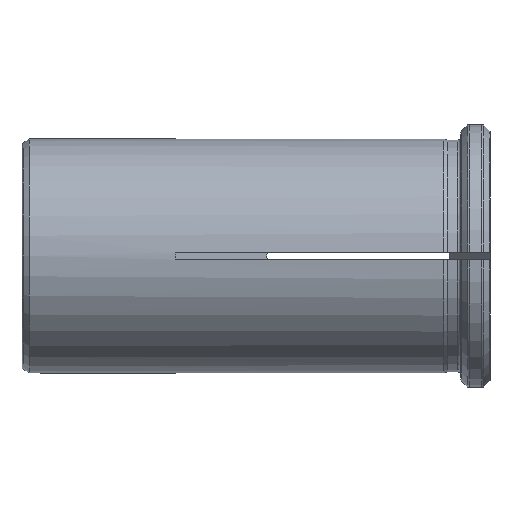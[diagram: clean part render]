
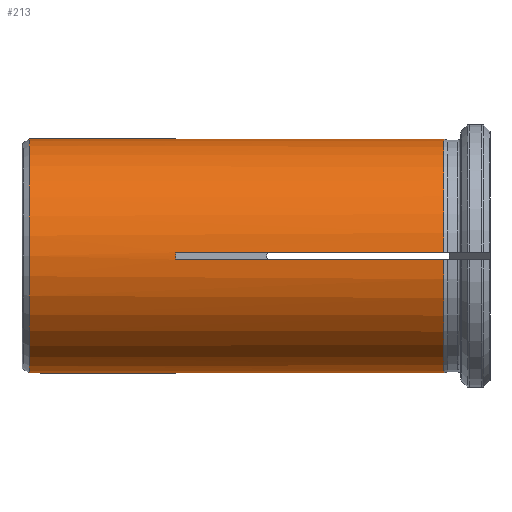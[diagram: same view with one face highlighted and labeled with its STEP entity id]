
A CAD part, front view. The second image highlights one B-rep face of the part: STEP entity #213.
In plain terms, the highlighted cylindrical face has radius 16 mm (diameter 32 mm), a full revolution.
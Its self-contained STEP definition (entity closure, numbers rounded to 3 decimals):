
#213=ADVANCED_FACE( '', ( #446, #447 ), #448, .T. );
#446=FACE_OUTER_BOUND( '', #689, .T. );
#447=FACE_OUTER_BOUND( '', #690, .T. );
#448=CYLINDRICAL_SURFACE( '', #691, 16. );
#689=EDGE_LOOP( '', ( #1288 ) );
#690=EDGE_LOOP( '', ( #1289, #1290, #1291, #1292, #1293, #1294, #1295, #1296, #1297, #1298, #1299, #1300, #1301, #1302, #1303, #1304 ) );
#691=AXIS2_PLACEMENT_3D( '', #1305, #1306, #1307 );
#1288=ORIENTED_EDGE( '', *, *, #1506, .F. );
#1289=ORIENTED_EDGE( '', *, *, #1495, .F. );
#1290=ORIENTED_EDGE( '', *, *, #1671, .T. );
#1291=ORIENTED_EDGE( '', *, *, #1533, .T. );
#1292=ORIENTED_EDGE( '', *, *, #1570, .F. );
#1293=ORIENTED_EDGE( '', *, *, #1674, .F. );
#1294=ORIENTED_EDGE( '', *, *, #1666, .T. );
#1295=ORIENTED_EDGE( '', *, *, #1691, .T. );
#1296=ORIENTED_EDGE( '', *, *, #1527, .F. );
#1297=ORIENTED_EDGE( '', *, *, #1597, .F. );
#1298=ORIENTED_EDGE( '', *, *, #1584, .T. );
#1299=ORIENTED_EDGE( '', *, *, #1491, .T. );
#1300=ORIENTED_EDGE( '', *, *, #1663, .F. );
#1301=ORIENTED_EDGE( '', *, *, #1692, .F. );
#1302=ORIENTED_EDGE( '', *, *, #1693, .T. );
#1303=ORIENTED_EDGE( '', *, *, #1498, .T. );
#1304=ORIENTED_EDGE( '', *, *, #1480, .F. );
#1305=CARTESIAN_POINT( '', ( -60., 0., 0. ) );
#1306=DIRECTION( '', ( 1., 0., 0. ) );
#1307=DIRECTION( '', ( 0., 0., 1. ) );
#1480=EDGE_CURVE( '', #1787, #1789, #1790, .T. );
#1491=EDGE_CURVE( '', #1809, #1807, #1810, .F. );
#1495=EDGE_CURVE( '', #1813, #1787, #1815, .F. );
#1498=EDGE_CURVE( '', #1819, #1789, #1820, .F. );
#1506=EDGE_CURVE( '', #1831, #1831, #1832, .F. );
#1527=EDGE_CURVE( '', #1866, #1868, #1869, .T. );
#1533=EDGE_CURVE( '', #1879, #1877, #1880, .F. );
#1570=EDGE_CURVE( '', #1933, #1877, #1935, .T. );
#1584=EDGE_CURVE( '', #1956, #1809, #1957, .T. );
#1597=EDGE_CURVE( '', #1956, #1866, #1976, .F. );
#1663=EDGE_CURVE( '', #2069, #1807, #2071, .T. );
#1666=EDGE_CURVE( '', #2075, #2073, #2076, .T. );
#1671=EDGE_CURVE( '', #1813, #1879, #2081, .T. );
#1674=EDGE_CURVE( '', #2075, #1933, #2084, .F. );
#1691=EDGE_CURVE( '', #2073, #1868, #2105, .F. );
#1692=EDGE_CURVE( '', #2106, #2069, #2107, .F. );
#1693=EDGE_CURVE( '', #2106, #1819, #2108, .T. );
#1787=VERTEX_POINT( '', #2270 );
#1789=VERTEX_POINT( '', #2275 );
#1790=LINE( '', #2276, #2277 );
#1807=VERTEX_POINT( '', #2302 );
#1809=VERTEX_POINT( '', #2305 );
#1810=ELLIPSE( '', #2306, 22.627, 16. );
#1813=VERTEX_POINT( '', #2310 );
#1815=CIRCLE( '', #2315, 16. );
#1819=VERTEX_POINT( '', #2319 );
#1820=ELLIPSE( '', #2320, 22.627, 16. );
#1831=VERTEX_POINT( '', #2333 );
#1832=CIRCLE( '', #2334, 16. );
#1866=VERTEX_POINT( '', #2407 );
#1868=VERTEX_POINT( '', #2412 );
#1869=LINE( '', #2413, #2414 );
#1877=VERTEX_POINT( '', #2424 );
#1879=VERTEX_POINT( '', #2427 );
#1880=ELLIPSE( '', #2428, 22.627, 16. );
#1933=VERTEX_POINT( '', #2533 );
#1935=LINE( '', #2538, #2539 );
#1956=VERTEX_POINT( '', #2577 );
#1957=LINE( '', #2578, #2579 );
#1976=CIRCLE( '', #2624, 16. );
#2069=VERTEX_POINT( '', #2782 );
#2071=LINE( '', #2787, #2788 );
#2073=VERTEX_POINT( '', #2790 );
#2075=VERTEX_POINT( '', #2793 );
#2076=LINE( '', #2794, #2795 );
#2081=LINE( '', #2807, #2808 );
#2084=CIRCLE( '', #2812, 16. );
#2105=ELLIPSE( '', #2842, 22.627, 16. );
#2106=VERTEX_POINT( '', #2843 );
#2107=CIRCLE( '', #2844, 16. );
#2108=LINE( '', #2845, #2846 );
#2270=CARTESIAN_POINT( '', ( -2.313, -0.5, -15.992 ) );
#2275=CARTESIAN_POINT( '', ( -38.992, -0.5, -15.992 ) );
#2276=CARTESIAN_POINT( '', ( -60., -0.5, -15.992 ) );
#2277=VECTOR( '', #2927, 1000. );
#2302=CARTESIAN_POINT( '', ( -38.992, 15.992, -0.5 ) );
#2305=CARTESIAN_POINT( '', ( -38.992, 15.992, 0.5 ) );
#2306=AXIS2_PLACEMENT_3D( '', #2940, #2941, #2942 );
#2310=CARTESIAN_POINT( '', ( -2.313, -15.992, -0.5 ) );
#2315=AXIS2_PLACEMENT_3D( '', #2944, #2945, #2946 );
#2319=CARTESIAN_POINT( '', ( -38.992, 0.5, -15.992 ) );
#2320=AXIS2_PLACEMENT_3D( '', #2950, #2951, #2952 );
#2333=CARTESIAN_POINT( '', ( -58.986, 0., -16. ) );
#2334=AXIS2_PLACEMENT_3D( '', #2964, #2965, #2966 );
#2407=CARTESIAN_POINT( '', ( -2.313, 0.5, 15.992 ) );
#2412=CARTESIAN_POINT( '', ( -38.992, 0.5, 15.992 ) );
#2413=CARTESIAN_POINT( '', ( -60., 0.5, 15.992 ) );
#2414=VECTOR( '', #2981, 1000. );
#2424=CARTESIAN_POINT( '', ( -38.992, -15.992, 0.5 ) );
#2427=CARTESIAN_POINT( '', ( -38.992, -15.992, -0.5 ) );
#2428=AXIS2_PLACEMENT_3D( '', #2988, #2989, #2990 );
#2533=CARTESIAN_POINT( '', ( -2.313, -15.992, 0.5 ) );
#2538=CARTESIAN_POINT( '', ( -60., -15.992, 0.5 ) );
#2539=VECTOR( '', #3024, 1000. );
#2577=CARTESIAN_POINT( '', ( -2.313, 15.992, 0.5 ) );
#2578=CARTESIAN_POINT( '', ( -60., 15.992, 0.5 ) );
#2579=VECTOR( '', #3039, 1000. );
#2624=AXIS2_PLACEMENT_3D( '', #3048, #3049, #3050 );
#2782=CARTESIAN_POINT( '', ( -2.313, 15.992, -0.5 ) );
#2787=CARTESIAN_POINT( '', ( -60., 15.992, -0.5 ) );
#2788=VECTOR( '', #3126, 1000. );
#2790=CARTESIAN_POINT( '', ( -38.992, -0.5, 15.992 ) );
#2793=CARTESIAN_POINT( '', ( -2.313, -0.5, 15.992 ) );
#2794=CARTESIAN_POINT( '', ( -60., -0.5, 15.992 ) );
#2795=VECTOR( '', #3128, 1000. );
#2807=CARTESIAN_POINT( '', ( -60., -15.992, -0.5 ) );
#2808=VECTOR( '', #3130, 1000. );
#2812=AXIS2_PLACEMENT_3D( '', #3132, #3133, #3134 );
#2842=AXIS2_PLACEMENT_3D( '', #3152, #3153, #3154 );
#2843=CARTESIAN_POINT( '', ( -2.313, 0.5, -15.992 ) );
#2844=AXIS2_PLACEMENT_3D( '', #3155, #3156, #3157 );
#2845=CARTESIAN_POINT( '', ( -60., 0.5, -15.992 ) );
#2846=VECTOR( '', #3158, 1000. );
#2927=DIRECTION( '', ( -1., 0., 0. ) );
#2940=CARTESIAN_POINT( '', ( -23., 0., 0. ) );
#2941=DIRECTION( '', ( 0.707, 0.707, 0. ) );
#2942=DIRECTION( '', ( -0.707, 0.707, 0. ) );
#2944=CARTESIAN_POINT( '', ( -2.313, 0., 0. ) );
#2945=DIRECTION( '', ( -1., 0., 0. ) );
#2946=DIRECTION( '', ( 0., 0., 1. ) );
#2950=CARTESIAN_POINT( '', ( -23., 0., 0. ) );
#2951=DIRECTION( '', ( 0.707, 0., -0.707 ) );
#2952=DIRECTION( '', ( -0.707, 0., -0.707 ) );
#2964=CARTESIAN_POINT( '', ( -58.986, 0., 0. ) );
#2965=DIRECTION( '', ( 1., 0., 0. ) );
#2966=DIRECTION( '', ( 0., 0., -1. ) );
#2981=DIRECTION( '', ( -1., 0., 0. ) );
#2988=CARTESIAN_POINT( '', ( -23., 0., 0. ) );
#2989=DIRECTION( '', ( 0.707, -0.707, 0. ) );
#2990=DIRECTION( '', ( -0.707, -0.707, 0. ) );
#3024=DIRECTION( '', ( -1., 0., 0. ) );
#3039=DIRECTION( '', ( -1., 0., 0. ) );
#3048=CARTESIAN_POINT( '', ( -2.313, 0., 0. ) );
#3049=DIRECTION( '', ( -1., 0., 0. ) );
#3050=DIRECTION( '', ( 0., 0., 1. ) );
#3126=DIRECTION( '', ( -1., 0., 0. ) );
#3128=DIRECTION( '', ( -1., 0., 0. ) );
#3130=DIRECTION( '', ( -1., 0., 0. ) );
#3132=CARTESIAN_POINT( '', ( -2.313, 0., 0. ) );
#3133=DIRECTION( '', ( -1., 0., 0. ) );
#3134=DIRECTION( '', ( 0., 0., 1. ) );
#3152=CARTESIAN_POINT( '', ( -23., 0., 0. ) );
#3153=DIRECTION( '', ( 0.707, 0., 0.707 ) );
#3154=DIRECTION( '', ( -0.707, 0., 0.707 ) );
#3155=CARTESIAN_POINT( '', ( -2.313, 0., 0. ) );
#3156=DIRECTION( '', ( -1., 0., 0. ) );
#3157=DIRECTION( '', ( 0., 0., 1. ) );
#3158=DIRECTION( '', ( -1., 0., 0. ) );
